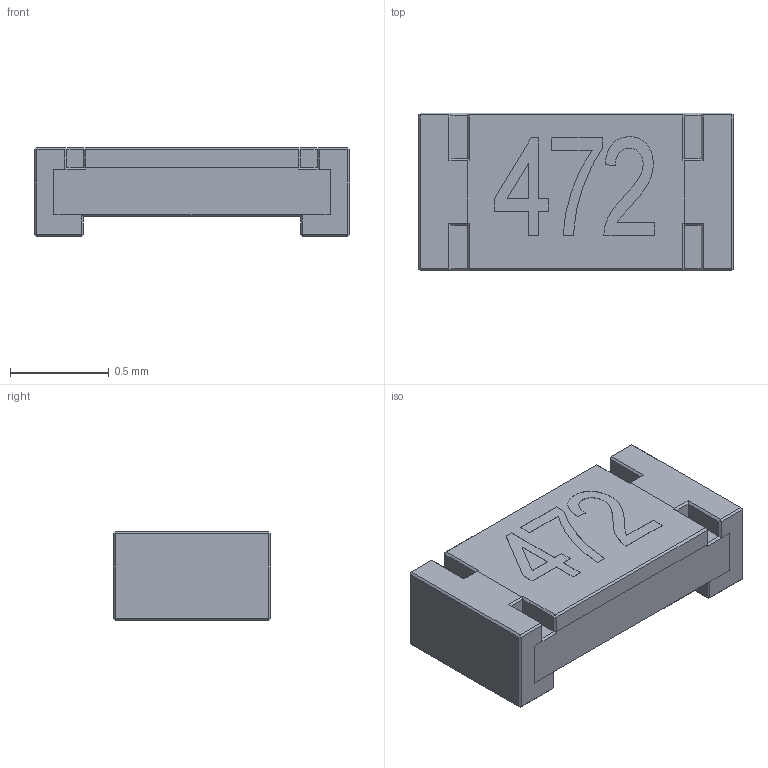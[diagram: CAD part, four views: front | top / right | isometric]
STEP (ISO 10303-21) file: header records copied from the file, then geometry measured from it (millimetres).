
FILE_DESCRIPTION ( ( 'STEP AP214' ), '1' );
FILE_NAME ( '0603_smd_resistor_472.STEP', '', ( '' ), ( '' ), '', '', '' );
FILE_SCHEMA (( 'AUTOMOTIVE_DESIGN' ));
Length unit declared in the file: millimetre
Products named in the file (1): 0603_smd_resistor_472
Bounding box: 1.6 x 0.8 x 0.45 mm (x, y, z)
Volume: 0.5 mm3; surface area: 4.8 mm2
Topology: 1 solids, 1 shells, 151 faces, 339 edges, 194 vertices
Faces by surface type: plane 139, bspline 12
Entity records: 6249 total; most frequent: CARTESIAN_POINT 1393, ORIENTED_EDGE 678, DIRECTION 595, EDGE_CURVE 339, VECTOR 315, LINE 315, VERTEX_POINT 194, EDGE_LOOP 155
